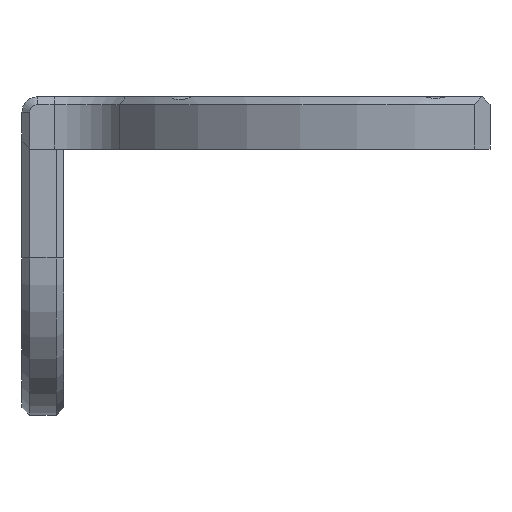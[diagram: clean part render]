
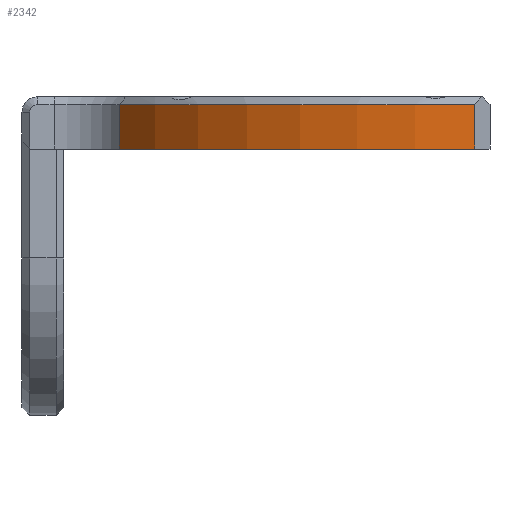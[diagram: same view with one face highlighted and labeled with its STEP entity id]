
A CAD part, front view. The second image highlights one B-rep face of the part: STEP entity #2342.
In plain terms, the highlighted cylindrical face has radius 50.207 mm (diameter 100.413 mm), a partial arc.
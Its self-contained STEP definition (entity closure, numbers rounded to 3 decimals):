
#250 = FACE_OUTER_BOUND ( 'NONE', #1787, .T. ) ;
#274 = DIRECTION ( 'NONE',  ( 0., 0., 1. ) ) ;
#375 = VERTEX_POINT ( 'NONE', #816 ) ;
#396 = CIRCLE ( 'NONE', #551, 50.207 ) ;
#414 = CARTESIAN_POINT ( 'NONE',  ( 54.707, 19.888, 41.894 ) ) ;
#438 = CARTESIAN_POINT ( 'NONE',  ( 12.547, -7.375, 1.852 ) ) ;
#467 = DIRECTION ( 'NONE',  ( 0., -1., 0. ) ) ;
#551 = AXIS2_PLACEMENT_3D ( 'NONE', #1795, #1448, #467 ) ;
#611 = EDGE_CURVE ( 'NONE', #1562, #2095, #2163, .T. ) ;
#656 = DIRECTION ( 'NONE',  ( 1., 0., 0. ) ) ;
#719 = CARTESIAN_POINT ( 'NONE',  ( 12.547, -7.375, 41.894 ) ) ;
#816 = CARTESIAN_POINT ( 'NONE',  ( 58.362, -30.186, 36.158 ) ) ;
#822 = VERTEX_POINT ( 'NONE', #1725 ) ;
#860 = AXIS2_PLACEMENT_3D ( 'NONE', #1244, #943, #1420 ) ;
#943 = DIRECTION ( 'NONE',  ( 0., 0., 1. ) ) ;
#1007 = CARTESIAN_POINT ( 'NONE',  ( 12.547, -7.375, 36.158 ) ) ;
#1161 = DIRECTION ( 'NONE',  ( 0., 0., -1. ) ) ;
#1230 = CYLINDRICAL_SURFACE ( 'NONE', #860, 50.207 ) ;
#1244 = CARTESIAN_POINT ( 'NONE',  ( 54.707, 19.888, 1.852 ) ) ;
#1392 = DIRECTION ( 'NONE',  ( 0., 0., -1. ) ) ;
#1420 = DIRECTION ( 'NONE',  ( 1., 0., 0. ) ) ;
#1448 = DIRECTION ( 'NONE',  ( 0., 0., -1. ) ) ;
#1480 = AXIS2_PLACEMENT_3D ( 'NONE', #414, #1392, #656 ) ;
#1511 = LINE ( 'NONE', #1737, #2637 ) ;
#1562 = VERTEX_POINT ( 'NONE', #719 ) ;
#1606 = EDGE_CURVE ( 'NONE', #375, #822, #1511, .T. ) ;
#1702 = EDGE_CURVE ( 'NONE', #375, #2095, #396, .T. ) ;
#1725 = CARTESIAN_POINT ( 'NONE',  ( 58.362, -30.186, 41.894 ) ) ;
#1737 = CARTESIAN_POINT ( 'NONE',  ( 58.362, -30.186, 1.852 ) ) ;
#1776 = ORIENTED_EDGE ( 'NONE', *, *, #611, .T. ) ;
#1787 = EDGE_LOOP ( 'NONE', ( #2803, #3126, #3011, #1776 ) ) ;
#1795 = CARTESIAN_POINT ( 'NONE',  ( 54.707, 19.888, 36.158 ) ) ;
#2095 = VERTEX_POINT ( 'NONE', #1007 ) ;
#2163 = LINE ( 'NONE', #438, #2738 ) ;
#2198 = EDGE_CURVE ( 'NONE', #822, #1562, #2353, .T. ) ;
#2342 = ADVANCED_FACE ( 'NONE', ( #250 ), #1230, .T. ) ;
#2353 = CIRCLE ( 'NONE', #1480, 50.207 ) ;
#2637 = VECTOR ( 'NONE', #274, 1000. ) ;
#2738 = VECTOR ( 'NONE', #1161, 1000. ) ;
#2803 = ORIENTED_EDGE ( 'NONE', *, *, #1702, .F. ) ;
#3011 = ORIENTED_EDGE ( 'NONE', *, *, #2198, .T. ) ;
#3126 = ORIENTED_EDGE ( 'NONE', *, *, #1606, .T. ) ;
